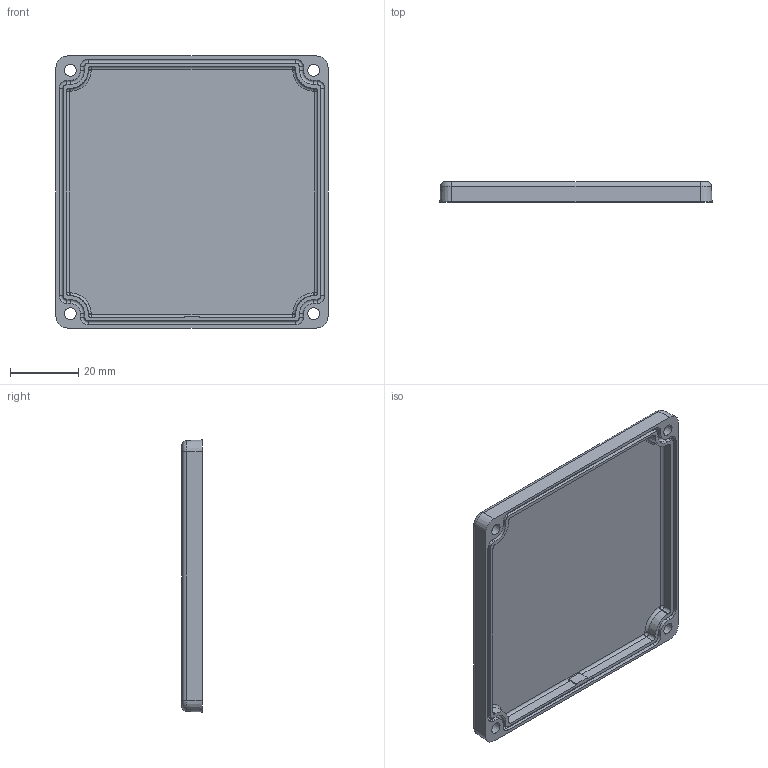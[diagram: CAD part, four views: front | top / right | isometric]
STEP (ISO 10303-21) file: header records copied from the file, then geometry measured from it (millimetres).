
FILE_DESCRIPTION(('FreeCAD Model'),'2;1');
FILE_NAME('Open CASCADE Shape Model','2022-09-30T19:11:36',('Author'),( ''),'Open CASCADE STEP processor 7.5','FreeCAD','Unknown');
FILE_SCHEMA(('AUTOMOTIVE_DESIGN { 1 0 10303 214 1 1 1 1 }'));
Length unit declared in the file: millimetre
Products named in the file (1): 1551WX Lid
Bounding box: 80 x 6 x 80 mm (x, y, z)
Volume: 18470.8 mm3; surface area: 16338.1 mm2
Topology: 1 solids, 1 shells, 160 faces, 386 edges, 230 vertices
Faces by surface type: plane 52, cone 48, cylinder 28, torus 24, bspline 8
Entity records: 4760 total; most frequent: CARTESIAN_POINT 933, DIRECTION 852, ORIENTED_EDGE 772, EDGE_CURVE 386, AXIS2_PLACEMENT_3D 329, VERTEX_POINT 230, LINE 194, VECTOR 194
